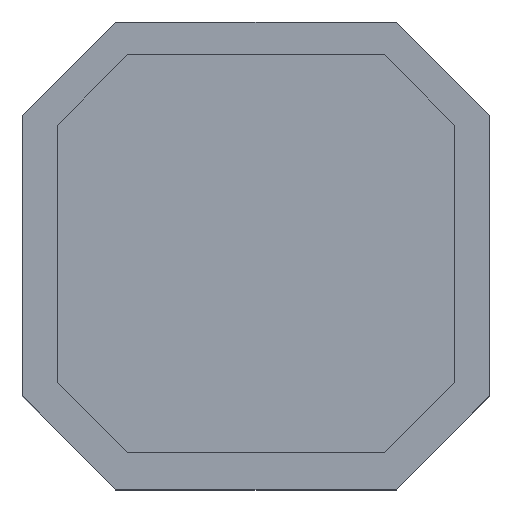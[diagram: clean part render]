
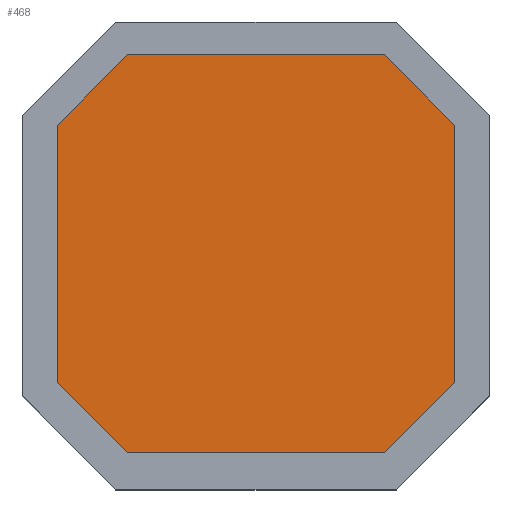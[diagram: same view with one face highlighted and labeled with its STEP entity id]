
A CAD part, top view. The second image highlights one B-rep face of the part: STEP entity #468.
In plain terms, the highlighted planar face has unit normal (0, 0, 1).
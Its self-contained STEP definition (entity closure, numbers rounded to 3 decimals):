
#35=FACE_OUTER_BOUND('',#62,.T.);
#62=EDGE_LOOP('',(#364,#365,#366,#367,#368,#369,#370,#371));
#88=LINE('',#670,#149);
#91=LINE('',#675,#152);
#93=LINE('',#679,#154);
#95=LINE('',#683,#156);
#97=LINE('',#687,#158);
#99=LINE('',#691,#160);
#101=LINE('',#695,#162);
#103=LINE('',#698,#164);
#149=VECTOR('',#540,10.);
#152=VECTOR('',#545,10.);
#154=VECTOR('',#549,10.);
#156=VECTOR('',#553,10.);
#158=VECTOR('',#557,10.);
#160=VECTOR('',#561,10.);
#162=VECTOR('',#565,10.);
#164=VECTOR('',#569,10.);
#210=VERTEX_POINT('',#668);
#211=VERTEX_POINT('',#669);
#212=VERTEX_POINT('',#674);
#213=VERTEX_POINT('',#678);
#214=VERTEX_POINT('',#682);
#215=VERTEX_POINT('',#686);
#216=VERTEX_POINT('',#690);
#217=VERTEX_POINT('',#694);
#252=EDGE_CURVE('',#210,#211,#88,.T.);
#255=EDGE_CURVE('',#211,#212,#91,.T.);
#257=EDGE_CURVE('',#212,#213,#93,.T.);
#259=EDGE_CURVE('',#213,#214,#95,.T.);
#261=EDGE_CURVE('',#215,#214,#97,.T.);
#263=EDGE_CURVE('',#215,#216,#99,.T.);
#265=EDGE_CURVE('',#217,#216,#101,.T.);
#267=EDGE_CURVE('',#217,#210,#103,.T.);
#364=ORIENTED_EDGE('',*,*,#267,.T.);
#365=ORIENTED_EDGE('',*,*,#252,.T.);
#366=ORIENTED_EDGE('',*,*,#255,.T.);
#367=ORIENTED_EDGE('',*,*,#257,.T.);
#368=ORIENTED_EDGE('',*,*,#259,.T.);
#369=ORIENTED_EDGE('',*,*,#261,.F.);
#370=ORIENTED_EDGE('',*,*,#263,.T.);
#371=ORIENTED_EDGE('',*,*,#265,.F.);
#443=PLANE('',#509);
#468=ADVANCED_FACE('',(#35),#443,.T.);
#509=AXIS2_PLACEMENT_3D('',#718,#590,#591);
#540=DIRECTION('',(-0.707,-0.707,0.));
#545=DIRECTION('',(0.,-1.,0.));
#549=DIRECTION('',(0.707,-0.707,0.));
#553=DIRECTION('',(1.,0.,0.));
#557=DIRECTION('',(-0.707,-0.707,0.));
#561=DIRECTION('',(0.,1.,0.));
#565=DIRECTION('',(0.707,-0.707,0.));
#569=DIRECTION('',(-1.,0.,0.));
#590=DIRECTION('center_axis',(0.,0.,1.));
#591=DIRECTION('ref_axis',(1.,0.,0.));
#668=CARTESIAN_POINT('',(-5.5,8.5,67.));
#669=CARTESIAN_POINT('',(-8.5,5.5,67.));
#670=CARTESIAN_POINT('',(-5.5,8.5,67.));
#674=CARTESIAN_POINT('',(-8.5,-5.5,67.));
#675=CARTESIAN_POINT('',(-8.5,5.5,67.));
#678=CARTESIAN_POINT('',(-5.5,-8.5,67.));
#679=CARTESIAN_POINT('',(-8.5,-5.5,67.));
#682=CARTESIAN_POINT('',(5.5,-8.5,67.));
#683=CARTESIAN_POINT('',(-5.5,-8.5,67.));
#686=CARTESIAN_POINT('',(8.5,-5.5,67.));
#687=CARTESIAN_POINT('',(8.5,-5.5,67.));
#690=CARTESIAN_POINT('',(8.5,5.5,67.));
#691=CARTESIAN_POINT('',(8.5,-5.5,67.));
#694=CARTESIAN_POINT('',(5.5,8.5,67.));
#695=CARTESIAN_POINT('',(5.5,8.5,67.));
#698=CARTESIAN_POINT('',(5.5,8.5,67.));
#718=CARTESIAN_POINT('Origin',(0.,0.,67.));
